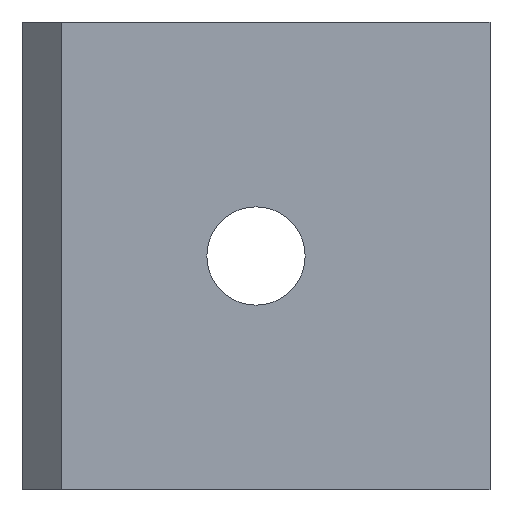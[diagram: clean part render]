
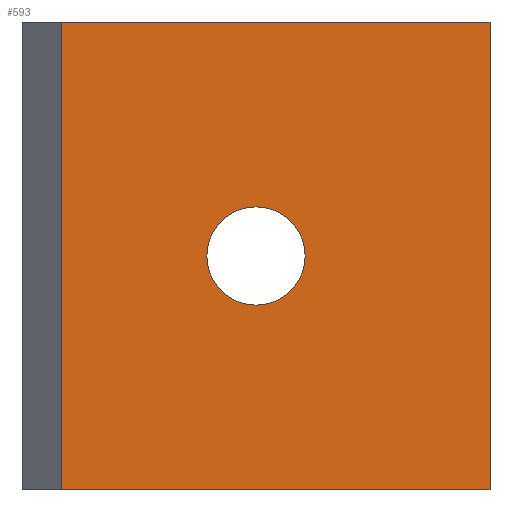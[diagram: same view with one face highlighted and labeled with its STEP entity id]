
A CAD part, front view. The second image highlights one B-rep face of the part: STEP entity #593.
In plain terms, the highlighted planar face has unit normal (0, -1, 0).
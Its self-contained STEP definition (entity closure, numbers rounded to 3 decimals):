
#25=PLANE('',#680);
#47=FACE_BOUND('',#117,.T.);
#81=FACE_OUTER_BOUND('',#116,.T.);
#116=EDGE_LOOP('',(#525,#526,#527,#528));
#117=EDGE_LOOP('',(#529,#530));
#146=LINE('',#1109,#186);
#158=LINE('',#1136,#198);
#159=LINE('',#1139,#199);
#160=LINE('',#1140,#200);
#186=VECTOR('',#814,10.);
#198=VECTOR('',#846,10.);
#199=VECTOR('',#849,10.);
#200=VECTOR('',#850,10.);
#225=CIRCLE('',#660,4.2);
#226=CIRCLE('',#661,4.2);
#273=VERTEX_POINT('',#1072);
#274=VERTEX_POINT('',#1074);
#287=VERTEX_POINT('',#1106);
#288=VERTEX_POINT('',#1108);
#293=VERTEX_POINT('',#1134);
#294=VERTEX_POINT('',#1138);
#346=EDGE_CURVE('',#274,#273,#225,.T.);
#347=EDGE_CURVE('',#273,#274,#226,.T.);
#363=EDGE_CURVE('',#287,#288,#146,.T.);
#377=EDGE_CURVE('',#287,#293,#158,.T.);
#378=EDGE_CURVE('',#294,#293,#159,.T.);
#379=EDGE_CURVE('',#288,#294,#160,.T.);
#525=ORIENTED_EDGE('',*,*,#377,.T.);
#526=ORIENTED_EDGE('',*,*,#378,.F.);
#527=ORIENTED_EDGE('',*,*,#379,.F.);
#528=ORIENTED_EDGE('',*,*,#363,.F.);
#529=ORIENTED_EDGE('',*,*,#346,.T.);
#530=ORIENTED_EDGE('',*,*,#347,.T.);
#593=ADVANCED_FACE('',(#81,#47),#25,.T.);
#660=AXIS2_PLACEMENT_3D('',#1075,#784,#785);
#661=AXIS2_PLACEMENT_3D('',#1076,#786,#787);
#680=AXIS2_PLACEMENT_3D('',#1137,#847,#848);
#784=DIRECTION('center_axis',(0.,1.,0.));
#785=DIRECTION('ref_axis',(1.,0.,0.));
#786=DIRECTION('center_axis',(0.,1.,0.));
#787=DIRECTION('ref_axis',(1.,0.,0.));
#814=DIRECTION('',(-1.,0.,0.));
#846=DIRECTION('',(0.,0.,1.));
#847=DIRECTION('center_axis',(0.,-1.,0.));
#848=DIRECTION('ref_axis',(1.,0.,0.));
#849=DIRECTION('',(1.,0.,0.));
#850=DIRECTION('',(0.,0.,1.));
#1072=CARTESIAN_POINT('',(15.8,0.,0.));
#1074=CARTESIAN_POINT('',(24.2,0.,0.));
#1075=CARTESIAN_POINT('Origin',(20.,0.,0.));
#1076=CARTESIAN_POINT('Origin',(20.,0.,0.));
#1106=CARTESIAN_POINT('',(40.,0.,-20.));
#1108=CARTESIAN_POINT('',(3.4,0.,-20.));
#1109=CARTESIAN_POINT('',(3.4,0.,-20.));
#1134=CARTESIAN_POINT('',(40.,0.,20.));
#1136=CARTESIAN_POINT('',(40.,0.,0.));
#1137=CARTESIAN_POINT('Origin',(3.4,0.,0.));
#1138=CARTESIAN_POINT('',(3.4,0.,20.));
#1139=CARTESIAN_POINT('',(3.4,0.,20.));
#1140=CARTESIAN_POINT('',(3.4,0.,0.));
